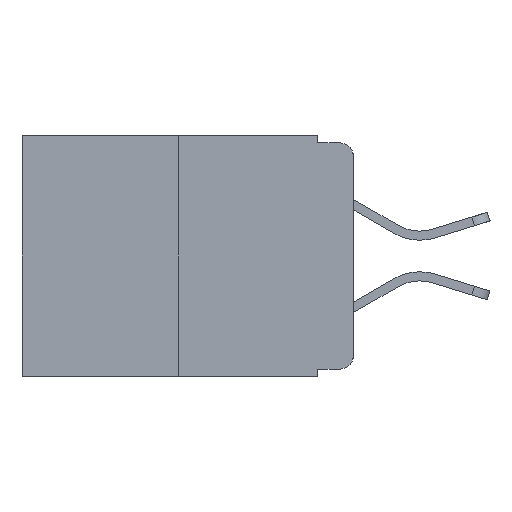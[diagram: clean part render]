
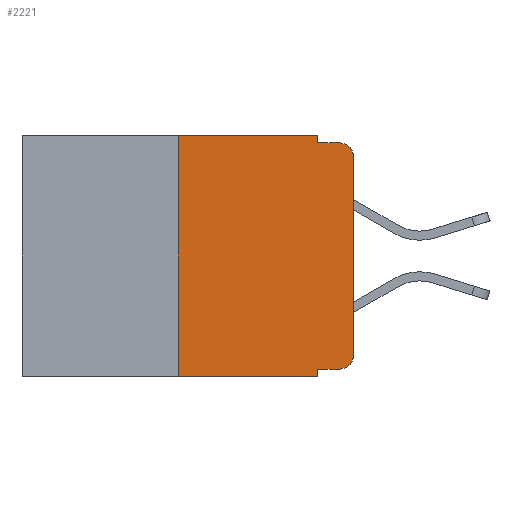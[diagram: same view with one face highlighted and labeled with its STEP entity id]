
A CAD part, left-side view. The second image highlights one B-rep face of the part: STEP entity #2221.
In plain terms, the highlighted planar face has unit normal (-1, 0, 0).
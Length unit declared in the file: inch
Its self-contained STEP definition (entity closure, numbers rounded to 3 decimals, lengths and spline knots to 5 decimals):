
#162 = EDGE_CURVE ( 'NONE', #4505, #11920, #4658, .T. ) ;
#1270 = FACE_OUTER_BOUND ( 'NONE', #16974, .T. ) ;
#1294 = EDGE_CURVE ( 'NONE', #18928, #4505, #8957, .T. ) ;
#1764 = VECTOR ( 'NONE', #18212, 39.37008 ) ;
#2050 = DIRECTION ( 'NONE',  ( -1., 0., 0. ) ) ;
#2221 = ADVANCED_FACE ( 'NONE', ( #1270 ), #17684, .F. ) ;
#2651 = CARTESIAN_POINT ( 'NONE',  ( 0., 0.473, 0. ) ) ;
#2772 = CARTESIAN_POINT ( 'NONE',  ( 0., 0.02, -0.01 ) ) ;
#3182 = DIRECTION ( 'NONE',  ( 0., 0., 1. ) ) ;
#3289 = CIRCLE ( 'NONE', #7298, 0.02 ) ;
#3303 = LINE ( 'NONE', #17335, #7600 ) ;
#3914 = CARTESIAN_POINT ( 'NONE',  ( 0., 0.25, 0. ) ) ;
#4034 = CARTESIAN_POINT ( 'NONE',  ( 0., 0.051, -0.01 ) ) ;
#4505 = VERTEX_POINT ( 'NONE', #19021 ) ;
#4658 = CIRCLE ( 'NONE', #6174, 0.02 ) ;
#5018 = ORIENTED_EDGE ( 'NONE', *, *, #17020, .T. ) ;
#5102 = VERTEX_POINT ( 'NONE', #7979 ) ;
#5427 = VECTOR ( 'NONE', #15509, 39.37008 ) ;
#5554 = CARTESIAN_POINT ( 'NONE',  ( 0., 0., 0. ) ) ;
#6059 = DIRECTION ( 'NONE',  ( 0., 0., -1. ) ) ;
#6112 = LINE ( 'NONE', #10918, #14188 ) ;
#6151 = VECTOR ( 'NONE', #6059, 39.37008 ) ;
#6174 = AXIS2_PLACEMENT_3D ( 'NONE', #14606, #7001, #6928 ) ;
#6381 = VERTEX_POINT ( 'NONE', #6590 ) ;
#6563 = LINE ( 'NONE', #3914, #1764 ) ;
#6590 = CARTESIAN_POINT ( 'NONE',  ( 0., 0.051, -0.333 ) ) ;
#6662 = LINE ( 'NONE', #15669, #6151 ) ;
#6774 = VERTEX_POINT ( 'NONE', #16534 ) ;
#6793 = ORIENTED_EDGE ( 'NONE', *, *, #14690, .F. ) ;
#6928 = DIRECTION ( 'NONE',  ( 0., 0., -1. ) ) ;
#7001 = DIRECTION ( 'NONE',  ( -1., 0., 0. ) ) ;
#7155 = CARTESIAN_POINT ( 'NONE',  ( 0., 0.25, 0. ) ) ;
#7185 = ORIENTED_EDGE ( 'NONE', *, *, #15739, .F. ) ;
#7216 = ORIENTED_EDGE ( 'NONE', *, *, #13650, .T. ) ;
#7298 = AXIS2_PLACEMENT_3D ( 'NONE', #11712, #2050, #13337 ) ;
#7452 = CARTESIAN_POINT ( 'NONE',  ( 0., 0., -0.313 ) ) ;
#7600 = VECTOR ( 'NONE', #18863, 39.37008 ) ;
#7961 = VECTOR ( 'NONE', #18091, 39.37008 ) ;
#7979 = CARTESIAN_POINT ( 'NONE',  ( 0., 0.051, 0. ) ) ;
#8028 = VERTEX_POINT ( 'NONE', #7155 ) ;
#8301 = ORIENTED_EDGE ( 'NONE', *, *, #10411, .T. ) ;
#8957 = LINE ( 'NONE', #5554, #17333 ) ;
#9480 = EDGE_CURVE ( 'NONE', #8028, #5102, #10235, .T. ) ;
#10235 = LINE ( 'NONE', #2651, #5427 ) ;
#10411 = EDGE_CURVE ( 'NONE', #13875, #18928, #3289, .T. ) ;
#10918 = CARTESIAN_POINT ( 'NONE',  ( 0., 0.051, 0. ) ) ;
#11293 = ORIENTED_EDGE ( 'NONE', *, *, #19809, .F. ) ;
#11712 = CARTESIAN_POINT ( 'NONE',  ( 0., 0.02, -0.313 ) ) ;
#11920 = VERTEX_POINT ( 'NONE', #2772 ) ;
#12316 = ORIENTED_EDGE ( 'NONE', *, *, #162, .T. ) ;
#12531 = ORIENTED_EDGE ( 'NONE', *, *, #17763, .F. ) ;
#12748 = ORIENTED_EDGE ( 'NONE', *, *, #9480, .F. ) ;
#13337 = DIRECTION ( 'NONE',  ( 0., 0., -1. ) ) ;
#13650 = EDGE_CURVE ( 'NONE', #6381, #13875, #18558, .T. ) ;
#13875 = VERTEX_POINT ( 'NONE', #17143 ) ;
#14188 = VECTOR ( 'NONE', #17240, 39.37008 ) ;
#14530 = VERTEX_POINT ( 'NONE', #4034 ) ;
#14606 = CARTESIAN_POINT ( 'NONE',  ( 0., 0.02, -0.03 ) ) ;
#14690 = EDGE_CURVE ( 'NONE', #6381, #6774, #6112, .T. ) ;
#15469 = VECTOR ( 'NONE', #19745, 39.37008 ) ;
#15509 = DIRECTION ( 'NONE',  ( 0., -1., 0. ) ) ;
#15669 = CARTESIAN_POINT ( 'NONE',  ( 0., 0.051, 0. ) ) ;
#15739 = EDGE_CURVE ( 'NONE', #18170, #8028, #6563, .T. ) ;
#16005 = AXIS2_PLACEMENT_3D ( 'NONE', #17546, #17592, #17078 ) ;
#16450 = LINE ( 'NONE', #16564, #7961 ) ;
#16534 = CARTESIAN_POINT ( 'NONE',  ( 0., 0.051, -0.343 ) ) ;
#16564 = CARTESIAN_POINT ( 'NONE',  ( 0., 0.473, -0.343 ) ) ;
#16593 = CARTESIAN_POINT ( 'NONE',  ( 0., 0.25, -0.343 ) ) ;
#16974 = EDGE_LOOP ( 'NONE', ( #19638, #12316, #11293, #12531, #12748, #7185, #5018, #6793, #7216, #8301 ) ) ;
#17020 = EDGE_CURVE ( 'NONE', #18170, #6774, #16450, .T. ) ;
#17078 = DIRECTION ( 'NONE',  ( 0., 0., -1. ) ) ;
#17143 = CARTESIAN_POINT ( 'NONE',  ( 0., 0.02, -0.333 ) ) ;
#17240 = DIRECTION ( 'NONE',  ( 0., 0., -1. ) ) ;
#17333 = VECTOR ( 'NONE', #3182, 39.37008 ) ;
#17335 = CARTESIAN_POINT ( 'NONE',  ( 0., 0.051, -0.01 ) ) ;
#17546 = CARTESIAN_POINT ( 'NONE',  ( 0., 0.473, 0. ) ) ;
#17592 = DIRECTION ( 'NONE',  ( 1., 0., 0. ) ) ;
#17684 = PLANE ( 'NONE',  #16005 ) ;
#17763 = EDGE_CURVE ( 'NONE', #5102, #14530, #6662, .T. ) ;
#18091 = DIRECTION ( 'NONE',  ( 0., -1., 0. ) ) ;
#18170 = VERTEX_POINT ( 'NONE', #16593 ) ;
#18212 = DIRECTION ( 'NONE',  ( 0., 0., 1. ) ) ;
#18228 = CARTESIAN_POINT ( 'NONE',  ( 0., 0.051, -0.333 ) ) ;
#18558 = LINE ( 'NONE', #18228, #15469 ) ;
#18863 = DIRECTION ( 'NONE',  ( 0., -1., 0. ) ) ;
#18928 = VERTEX_POINT ( 'NONE', #7452 ) ;
#19021 = CARTESIAN_POINT ( 'NONE',  ( 0., 0., -0.03 ) ) ;
#19638 = ORIENTED_EDGE ( 'NONE', *, *, #1294, .T. ) ;
#19745 = DIRECTION ( 'NONE',  ( 0., -1., 0. ) ) ;
#19809 = EDGE_CURVE ( 'NONE', #14530, #11920, #3303, .T. ) ;
